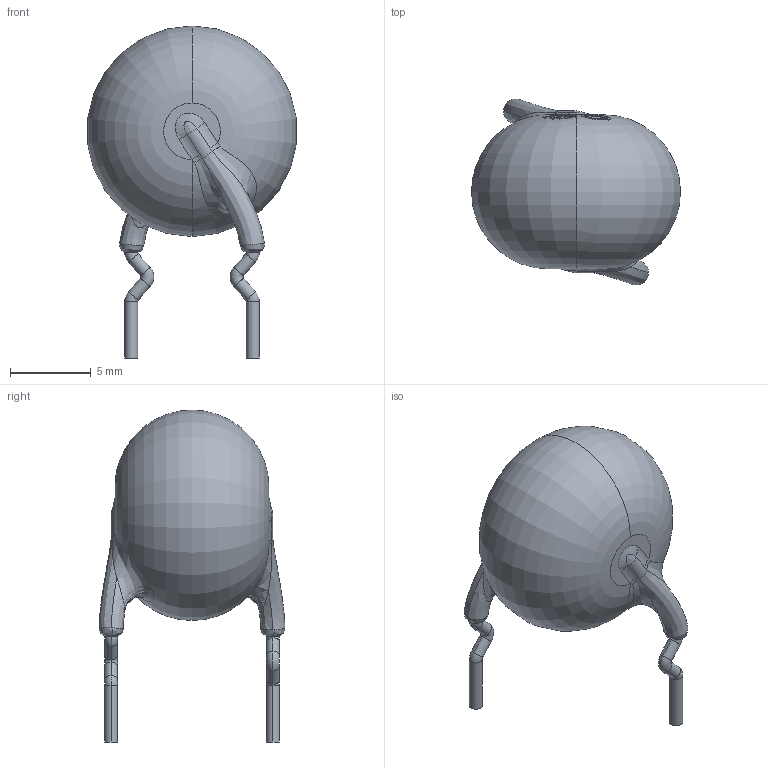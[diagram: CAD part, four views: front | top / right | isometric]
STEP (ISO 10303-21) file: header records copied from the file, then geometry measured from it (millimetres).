
FILE_DESCRIPTION (( 'STEP AP214' ), '1' );
FILE_NAME ('RES-TH_L13.0-W10.0-H21.0-P7.50-D0.8-S10.00.step', '2022-07-28T09:34:40', ( '' ), ( '' ), 'SwSTEP 2.0', 'SolidWorks 2020', '' );
FILE_SCHEMA (( 'AUTOMOTIVE_DESIGN' ));
Length unit declared in the file: millimetre
Products named in the file (1): RES-TH_L13.0-W10.0-H21.0-P7.50-D0.8-S10.00
Bounding box: 12.91 x 11.48 x 20.5 mm (x, y, z)
Volume: 967.5 mm3; surface area: 691.1 mm2
Topology: 14 solids, 14 shells, 293 faces, 759 edges, 492 vertices
Faces by surface type: plane 124, bspline 118, torus 29, cylinder 22
Entity records: 16367 total; most frequent: CARTESIAN_POINT 6839, ORIENTED_EDGE 1514, DIRECTION 822, EDGE_CURVE 757, VERTEX_POINT 492, B_SPLINE_CURVE_WITH_KNOTS 355, VECTOR 334, LINE 334
